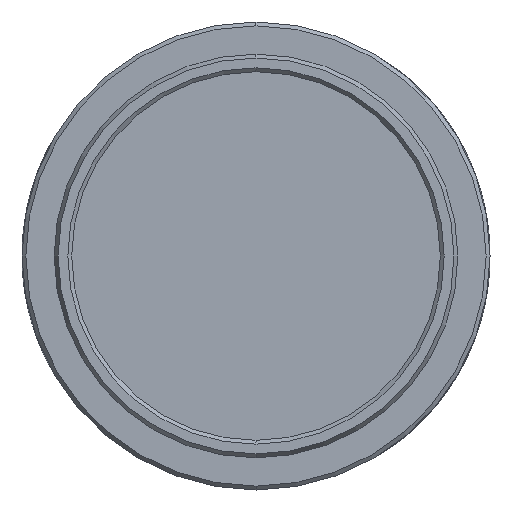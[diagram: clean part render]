
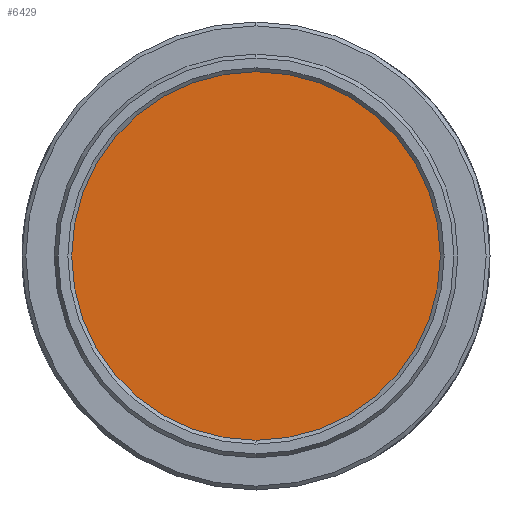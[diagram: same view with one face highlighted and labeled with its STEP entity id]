
A CAD part, left-side view. The second image highlights one B-rep face of the part: STEP entity #6429.
In plain terms, the highlighted planar face has unit normal (-1, 0, 0).
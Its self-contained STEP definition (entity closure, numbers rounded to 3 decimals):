
#263 = CARTESIAN_POINT ( 'NONE',  ( -9.144, 0., 0. ) ) ;
#615 = EDGE_CURVE ( 'NONE', #12146, #785, #8609, .T. ) ;
#724 = EDGE_CURVE ( 'NONE', #785, #12146, #8060, .T. ) ;
#785 = VERTEX_POINT ( 'NONE', #5865 ) ;
#1066 = AXIS2_PLACEMENT_3D ( 'NONE', #11298, #14578, #12300 ) ;
#2692 = DIRECTION ( 'NONE',  ( 0., -0.789, 0.614 ) ) ;
#4238 = FACE_OUTER_BOUND ( 'NONE', #11653, .T. ) ;
#5865 = CARTESIAN_POINT ( 'NONE',  ( -9.144, -10.022, 7.8 ) ) ;
#6057 = ORIENTED_EDGE ( 'NONE', *, *, #724, .T. ) ;
#6429 = ADVANCED_FACE ( 'NONE', ( #4238 ), #11156, .T. ) ;
#6872 = CARTESIAN_POINT ( 'NONE',  ( -9.144, 10.022, -7.8 ) ) ;
#7545 = DIRECTION ( 'NONE',  ( 0., -0.789, 0.614 ) ) ;
#8060 = CIRCLE ( 'NONE', #10299, 12.7 ) ;
#8270 = DIRECTION ( 'NONE',  ( -1., 0., 0. ) ) ;
#8609 = CIRCLE ( 'NONE', #13899, 12.7 ) ;
#10299 = AXIS2_PLACEMENT_3D ( 'NONE', #263, #8270, #2692 ) ;
#11156 = PLANE ( 'NONE',  #1066 ) ;
#11298 = CARTESIAN_POINT ( 'NONE',  ( -9.144, 0., 0. ) ) ;
#11653 = EDGE_LOOP ( 'NONE', ( #6057, #13486 ) ) ;
#12146 = VERTEX_POINT ( 'NONE', #6872 ) ;
#12300 = DIRECTION ( 'NONE',  ( 0., -0.789, 0.614 ) ) ;
#13486 = ORIENTED_EDGE ( 'NONE', *, *, #615, .T. ) ;
#13899 = AXIS2_PLACEMENT_3D ( 'NONE', #14532, #14389, #7545 ) ;
#14389 = DIRECTION ( 'NONE',  ( -1., 0., 0. ) ) ;
#14532 = CARTESIAN_POINT ( 'NONE',  ( -9.144, 0., 0. ) ) ;
#14578 = DIRECTION ( 'NONE',  ( -1., 0., 0. ) ) ;
